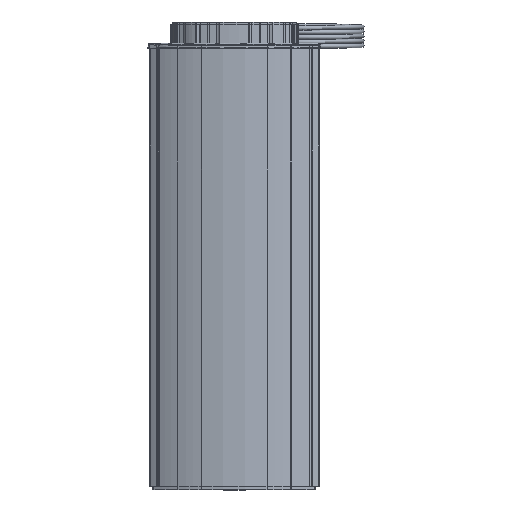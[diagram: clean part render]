
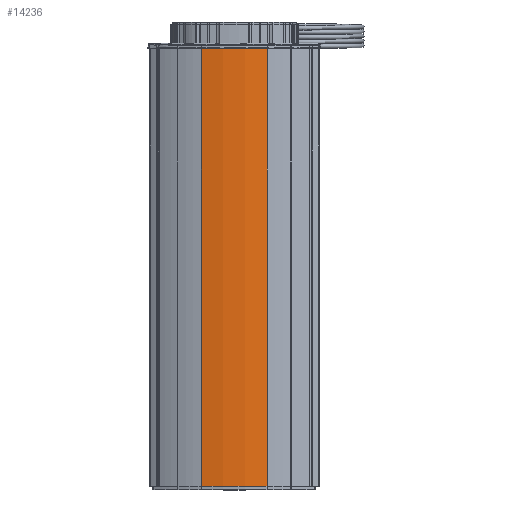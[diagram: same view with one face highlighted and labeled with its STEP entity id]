
A CAD part, top view. The second image highlights one B-rep face of the part: STEP entity #14236.
In plain terms, the highlighted cylindrical face has radius 185.6 mm (diameter 371.2 mm), a partial arc.
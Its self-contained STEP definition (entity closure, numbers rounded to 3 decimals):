
#11254 = VERTEX_POINT ( 'NONE', #51515 ) ;
#11367 = EDGE_CURVE ( 'NONE', #11254, #11369, #51645, .T. ) ;
#11369 = VERTEX_POINT ( 'NONE', #51640 ) ;
#12618 = VERTEX_POINT ( 'NONE', #53021 ) ;
#12620 = EDGE_CURVE ( 'NONE', #12621, #12618, #53020, .T. ) ;
#12621 = VERTEX_POINT ( 'NONE', #53015 ) ;
#14236 = ADVANCED_FACE ( 'NONE', ( #54560 ), #54559, .T. ) ;
#14237 = EDGE_LOOP ( 'NONE', ( #14238, #14240, #14245, #14247 ) ) ;
#14238 = ORIENTED_EDGE ( 'NONE', *, *, #12620, .T. ) ;
#14240 = ORIENTED_EDGE ( 'NONE', *, *, #14242, .F. ) ;
#14242 = EDGE_CURVE ( 'NONE', #11369, #12618, #54558, .T. ) ;
#14245 = ORIENTED_EDGE ( 'NONE', *, *, #11367, .F. ) ;
#14247 = ORIENTED_EDGE ( 'NONE', *, *, #14274, .T. ) ;
#14274 = EDGE_CURVE ( 'NONE', #11254, #12621, #54597, .T. ) ;
#51515 = CARTESIAN_POINT ( 'NONE',  ( 37.933, -38.434, 518. ) ) ;
#51640 = CARTESIAN_POINT ( 'NONE',  ( 37.933, 38.434, 518. ) ) ;
#51641 = DIRECTION ( 'NONE',  ( 1., 0., 0. ) ) ;
#51642 = DIRECTION ( 'NONE',  ( 0., 0., 1. ) ) ;
#51643 = CARTESIAN_POINT ( 'NONE',  ( -143.644, 0., 518. ) ) ;
#51644 = AXIS2_PLACEMENT_3D ( 'NONE', #51643, #51642, #51641 ) ;
#51645 = CIRCLE ( 'NONE', #51644, 185.6 ) ;
#53015 = CARTESIAN_POINT ( 'NONE',  ( 37.933, -38.434, 0. ) ) ;
#53016 = DIRECTION ( 'NONE',  ( 1., 0., 0. ) ) ;
#53017 = DIRECTION ( 'NONE',  ( 0., 0., 1. ) ) ;
#53018 = CARTESIAN_POINT ( 'NONE',  ( -143.644, 0., 0. ) ) ;
#53019 = AXIS2_PLACEMENT_3D ( 'NONE', #53018, #53017, #53016 ) ;
#53020 = CIRCLE ( 'NONE', #53019, 185.6 ) ;
#53021 = CARTESIAN_POINT ( 'NONE',  ( 37.933, 38.434, 0. ) ) ;
#54552 = DIRECTION ( 'NONE',  ( 0., 0., -1. ) ) ;
#54553 = VECTOR ( 'NONE', #54552, 1000. ) ;
#54554 = CARTESIAN_POINT ( 'NONE',  ( 37.933, 38.434, 518. ) ) ;
#54555 = DIRECTION ( 'NONE',  ( -1., 0., 0. ) ) ;
#54556 = DIRECTION ( 'NONE',  ( 0., 0., -1. ) ) ;
#54557 = AXIS2_PLACEMENT_3D ( 'NONE', #54566, #54556, #54555 ) ;
#54558 = LINE ( 'NONE', #54554, #54553 ) ;
#54559 = CYLINDRICAL_SURFACE ( 'NONE', #54557, 185.6 ) ;
#54560 = FACE_OUTER_BOUND ( 'NONE', #14237, .T. ) ;
#54566 = CARTESIAN_POINT ( 'NONE',  ( -143.644, 0., 518. ) ) ;
#54590 = DIRECTION ( 'NONE',  ( 0., 0., -1. ) ) ;
#54591 = VECTOR ( 'NONE', #54590, 1000. ) ;
#54592 = CARTESIAN_POINT ( 'NONE',  ( 37.933, -38.434, 518. ) ) ;
#54597 = LINE ( 'NONE', #54592, #54591 ) ;
